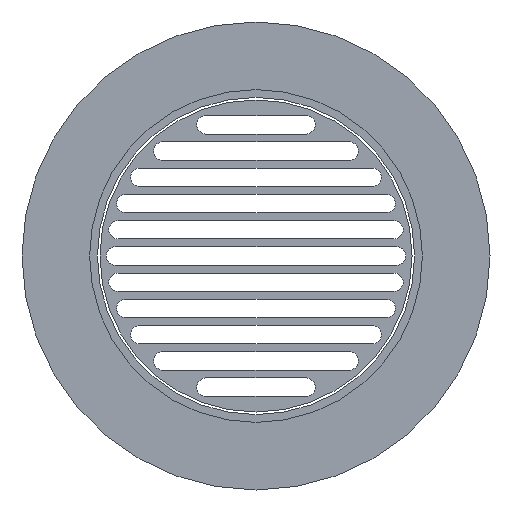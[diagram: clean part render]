
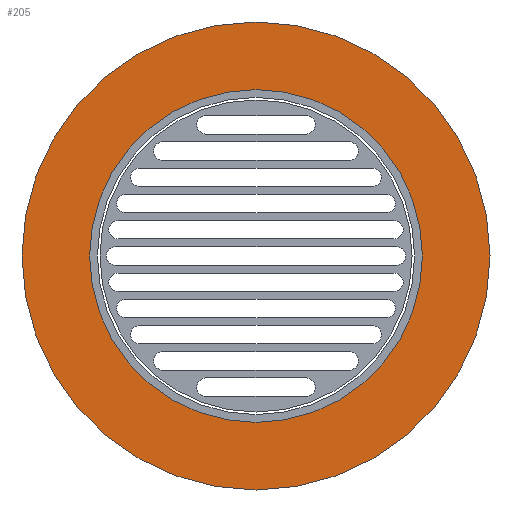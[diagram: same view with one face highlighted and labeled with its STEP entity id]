
A CAD part, front view. The second image highlights one B-rep face of the part: STEP entity #205.
In plain terms, the highlighted planar face has unit normal (0, -1, 0).
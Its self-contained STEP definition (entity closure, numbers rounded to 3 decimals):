
#37 = EDGE_LOOP ( 'NONE', ( #1896, #478 ) ) ;
#72 = CARTESIAN_POINT ( 'NONE',  ( 0., 0., 0. ) ) ;
#89 = CARTESIAN_POINT ( 'NONE',  ( 0., 0., 0. ) ) ;
#139 = CARTESIAN_POINT ( 'NONE',  ( 0., 0., 90. ) ) ;
#155 = VERTEX_POINT ( 'NONE', #234 ) ;
#168 = EDGE_LOOP ( 'NONE', ( #915, #1699 ) ) ;
#205 = ADVANCED_FACE ( 'NONE', ( #1164, #1175 ), #702, .T. ) ;
#234 = CARTESIAN_POINT ( 'NONE',  ( 0., 0., 64. ) ) ;
#393 = DIRECTION ( 'NONE',  ( 0., 1., 0. ) ) ;
#402 = DIRECTION ( 'NONE',  ( 0., 1., 0. ) ) ;
#434 = DIRECTION ( 'NONE',  ( 0., 0., -1. ) ) ;
#437 = CIRCLE ( 'NONE', #1541, 90. ) ;
#455 = VERTEX_POINT ( 'NONE', #1850 ) ;
#478 = ORIENTED_EDGE ( 'NONE', *, *, #1452, .T. ) ;
#556 = DIRECTION ( 'NONE',  ( 0., 0., 1. ) ) ;
#702 = PLANE ( 'NONE',  #872 ) ;
#785 = EDGE_CURVE ( 'NONE', #879, #455, #886, .T. ) ;
#834 = DIRECTION ( 'NONE',  ( 0., 1., 0. ) ) ;
#872 = AXIS2_PLACEMENT_3D ( 'NONE', #139, #1302, #434 ) ;
#879 = VERTEX_POINT ( 'NONE', #1368 ) ;
#886 = CIRCLE ( 'NONE', #1802, 90. ) ;
#915 = ORIENTED_EDGE ( 'NONE', *, *, #785, .F. ) ;
#1023 = EDGE_CURVE ( 'NONE', #155, #1421, #1207, .T. ) ;
#1150 = DIRECTION ( 'NONE',  ( 0., 0., 1. ) ) ;
#1164 = FACE_BOUND ( 'NONE', #37, .T. ) ;
#1175 = FACE_OUTER_BOUND ( 'NONE', #168, .T. ) ;
#1207 = CIRCLE ( 'NONE', #1439, 64. ) ;
#1229 = CIRCLE ( 'NONE', #1656, 64. ) ;
#1302 = DIRECTION ( 'NONE',  ( 0., -1., 0. ) ) ;
#1358 = EDGE_CURVE ( 'NONE', #455, #879, #437, .T. ) ;
#1368 = CARTESIAN_POINT ( 'NONE',  ( 0., 0., 90. ) ) ;
#1419 = CARTESIAN_POINT ( 'NONE',  ( 0., 0., 0. ) ) ;
#1421 = VERTEX_POINT ( 'NONE', #1711 ) ;
#1439 = AXIS2_PLACEMENT_3D ( 'NONE', #1419, #402, #1150 ) ;
#1452 = EDGE_CURVE ( 'NONE', #1421, #155, #1229, .T. ) ;
#1455 = DIRECTION ( 'NONE',  ( 0., 1., 0. ) ) ;
#1541 = AXIS2_PLACEMENT_3D ( 'NONE', #72, #834, #1564 ) ;
#1564 = DIRECTION ( 'NONE',  ( 0., 0., 1. ) ) ;
#1656 = AXIS2_PLACEMENT_3D ( 'NONE', #1757, #1455, #556 ) ;
#1662 = DIRECTION ( 'NONE',  ( 0., 0., 1. ) ) ;
#1699 = ORIENTED_EDGE ( 'NONE', *, *, #1358, .F. ) ;
#1711 = CARTESIAN_POINT ( 'NONE',  ( 0., 0., -64. ) ) ;
#1757 = CARTESIAN_POINT ( 'NONE',  ( 0., 0., 0. ) ) ;
#1802 = AXIS2_PLACEMENT_3D ( 'NONE', #89, #393, #1662 ) ;
#1850 = CARTESIAN_POINT ( 'NONE',  ( 0., 0., -90. ) ) ;
#1896 = ORIENTED_EDGE ( 'NONE', *, *, #1023, .T. ) ;
